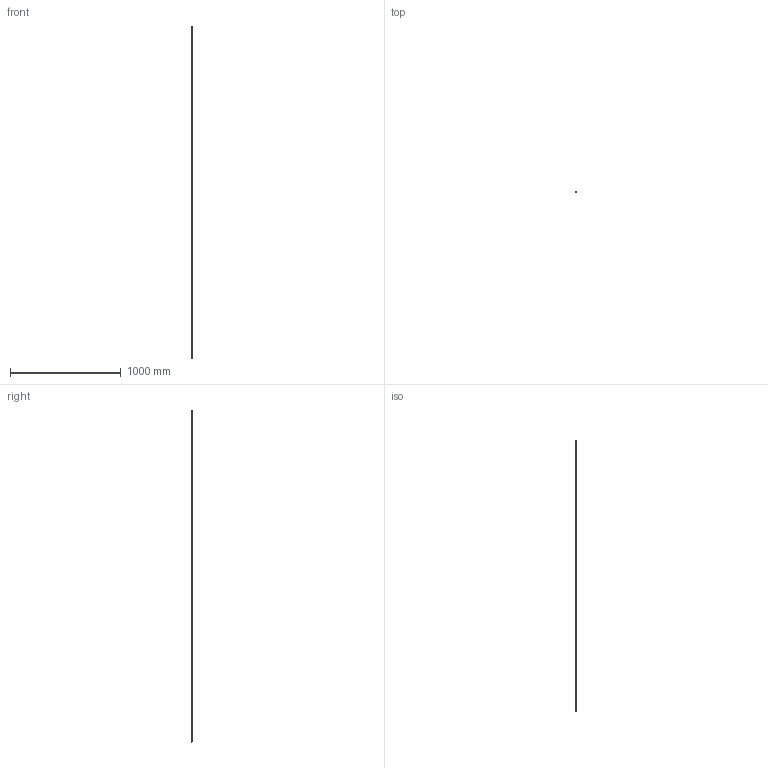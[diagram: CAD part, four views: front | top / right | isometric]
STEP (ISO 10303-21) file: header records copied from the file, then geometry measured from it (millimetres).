
FILE_DESCRIPTION (( 'STEP AP203' ), '1' );
FILE_NAME ('6102.step', '2015-09-17T15:49:29', ( '' ), ( '' ), 'SwSTEP 2.0', 'SolidWorks 2015', '' );
FILE_SCHEMA (( 'CONFIG_CONTROL_DESIGN' ));
Length unit declared in the file: millimetre
Products named in the file (1): 6102
Bounding box: 12.04 x 11.99 x 3000 mm (x, y, z)
Volume: 328192.3 mm3; surface area: 112062.2 mm2
Topology: 1 solids, 1 shells, 148 faces, 405 edges, 270 vertices
Faces by surface type: plane 79, bspline 48, cylinder 21
Entity records: 7028 total; most frequent: CARTESIAN_POINT 3480, ORIENTED_EDGE 810, DIRECTION 553, EDGE_CURVE 405, VERTEX_POINT 270, LINE 267, VECTOR 267, EDGE_LOOP 159
